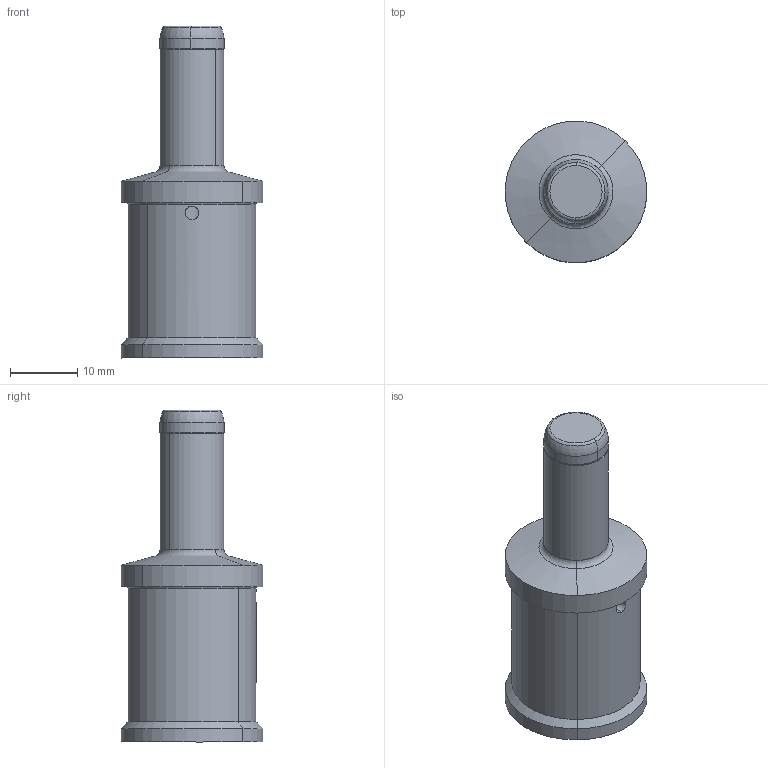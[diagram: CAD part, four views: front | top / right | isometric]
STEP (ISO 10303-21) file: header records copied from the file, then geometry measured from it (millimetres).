
FILE_DESCRIPTION(('Creo Elements/Direct Modeling STEP Export'),'2;1');
FILE_NAME('0ln7uvk5p889peq5692','2023-02-16T16:39:11',(''),(''),'Creo Elements/Direct Modeling STEP processor for AP214 (Solid Model)','Creo Elements/Direct Modeling 20.1B 02-Apr-2019 (C) Parametric Technology GmbH','');
FILE_SCHEMA(('AUTOMOTIVE_DESIGN { 1 0 10303 214 1 1 1 1 }'));
Length unit declared in the file: millimetre
Products named in the file (2): C30MA 95 P
Assembly tree (1 placements, depth 2):
  C30MA 95 P
    C30MA 95 P
Bounding box: 20.95 x 20.95 x 49.2 mm (x, y, z)
Volume: 5978.5 mm3; surface area: 4161.6 mm2
Topology: 1 solids, 2 shells, 65 faces, 152 edges, 89 vertices
Faces by surface type: cylinder 21, cone 20, torus 18, plane 6
Entity records: 3475 total; most frequent: CARTESIAN_POINT 1516, ORIENTED_EDGE 296, DIRECTION 290, EDGE_CURVE 148, AXIS2_PLACEMENT_3D 124, VERTEX_POINT 89, EDGE_LOOP 71, COLOUR_RGB 66
